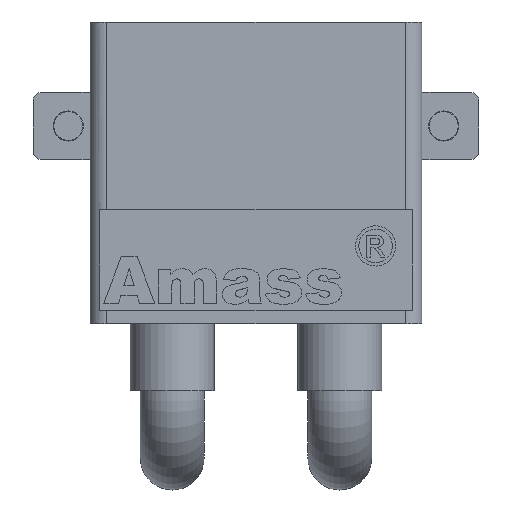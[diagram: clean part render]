
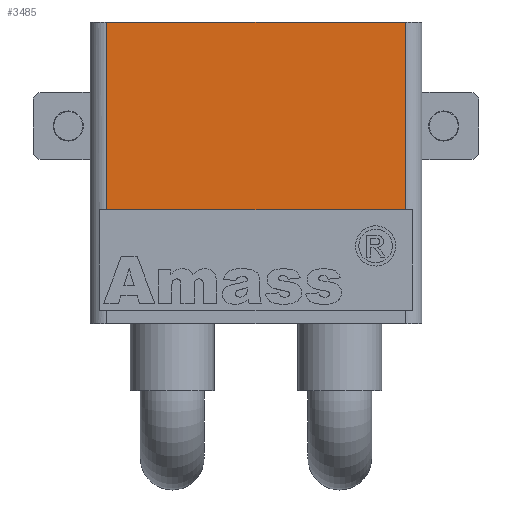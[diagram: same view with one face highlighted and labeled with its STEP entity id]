
A CAD part, top view. The second image highlights one B-rep face of the part: STEP entity #3485.
In plain terms, the highlighted planar face has unit normal (0, 0, 1).
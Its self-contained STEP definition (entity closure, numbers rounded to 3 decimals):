
#207 = PLANE('',#208);
#208 = AXIS2_PLACEMENT_3D('',#209,#210,#211);
#209 = CARTESIAN_POINT('',(-2.5,13.,2.65));
#210 = DIRECTION('',(0.,1.,0.));
#211 = DIRECTION('',(-0.,0.,-1.));
#2352 = CYLINDRICAL_SURFACE('',#2353,0.5);
#2353 = AXIS2_PLACEMENT_3D('',#2354,#2355,#2356);
#2354 = CARTESIAN_POINT('',(-6.95,6.,4.65));
#2355 = DIRECTION('',(0.,-1.,0.));
#2356 = DIRECTION('',(0.,0.,1.));
#2408 = CYLINDRICAL_SURFACE('',#2409,0.5);
#2409 = AXIS2_PLACEMENT_3D('',#2410,#2411,#2412);
#2410 = CARTESIAN_POINT('',(1.95,6.,4.65));
#2411 = DIRECTION('',(0.,-1.,0.));
#2412 = DIRECTION('',(0.,0.,1.));
#2434 = PLANE('',#2435);
#2435 = AXIS2_PLACEMENT_3D('',#2436,#2437,#2438);
#2436 = CARTESIAN_POINT('',(-7.2,7.4,5.1));
#2437 = DIRECTION('',(0.,-1.,0.));
#2438 = DIRECTION('',(1.,0.,0.));
#3485 = ADVANCED_FACE('',(#3486),#3500,.F.);
#3486 = FACE_BOUND('',#3487,.T.);
#3487 = EDGE_LOOP('',(#3488,#3518,#3541,#3564));
#3488 = ORIENTED_EDGE('',*,*,#3489,.T.);
#3489 = EDGE_CURVE('',#3490,#3492,#3494,.T.);
#3490 = VERTEX_POINT('',#3491);
#3491 = CARTESIAN_POINT('',(-6.95,7.4,5.15));
#3492 = VERTEX_POINT('',#3493);
#3493 = CARTESIAN_POINT('',(1.95,7.4,5.15));
#3494 = SURFACE_CURVE('',#3495,(#3499,#3511),.PCURVE_S1.);
#3495 = LINE('',#3496,#3497);
#3496 = CARTESIAN_POINT('',(-7.2,7.4,5.15));
#3497 = VECTOR('',#3498,1.);
#3498 = DIRECTION('',(1.,0.,0.));
#3499 = PCURVE('',#3500,#3505);
#3500 = PLANE('',#3501);
#3501 = AXIS2_PLACEMENT_3D('',#3502,#3503,#3504);
#3502 = CARTESIAN_POINT('',(-7.45,6.,5.15));
#3503 = DIRECTION('',(-0.,0.,-1.));
#3504 = DIRECTION('',(1.,0.,0.));
#3505 = DEFINITIONAL_REPRESENTATION('',(#3506),#3510);
#3506 = LINE('',#3507,#3508);
#3507 = CARTESIAN_POINT('',(0.25,-1.4));
#3508 = VECTOR('',#3509,1.);
#3509 = DIRECTION('',(1.,0.));
#3510 = ( GEOMETRIC_REPRESENTATION_CONTEXT(2) 
PARAMETRIC_REPRESENTATION_CONTEXT() REPRESENTATION_CONTEXT('2D SPACE',''
  ) );
#3511 = PCURVE('',#2434,#3512);
#3512 = DEFINITIONAL_REPRESENTATION('',(#3513),#3517);
#3513 = LINE('',#3514,#3515);
#3514 = CARTESIAN_POINT('',(0.,0.05));
#3515 = VECTOR('',#3516,1.);
#3516 = DIRECTION('',(1.,0.));
#3517 = ( GEOMETRIC_REPRESENTATION_CONTEXT(2) 
PARAMETRIC_REPRESENTATION_CONTEXT() REPRESENTATION_CONTEXT('2D SPACE',''
  ) );
#3518 = ORIENTED_EDGE('',*,*,#3519,.F.);
#3519 = EDGE_CURVE('',#3520,#3492,#3522,.T.);
#3520 = VERTEX_POINT('',#3521);
#3521 = CARTESIAN_POINT('',(1.95,13.,5.15));
#3522 = SURFACE_CURVE('',#3523,(#3527,#3534),.PCURVE_S1.);
#3523 = LINE('',#3524,#3525);
#3524 = CARTESIAN_POINT('',(1.95,6.,5.15));
#3525 = VECTOR('',#3526,1.);
#3526 = DIRECTION('',(0.,-1.,0.));
#3527 = PCURVE('',#3500,#3528);
#3528 = DEFINITIONAL_REPRESENTATION('',(#3529),#3533);
#3529 = LINE('',#3530,#3531);
#3530 = CARTESIAN_POINT('',(9.4,0.));
#3531 = VECTOR('',#3532,1.);
#3532 = DIRECTION('',(0.,1.));
#3533 = ( GEOMETRIC_REPRESENTATION_CONTEXT(2) 
PARAMETRIC_REPRESENTATION_CONTEXT() REPRESENTATION_CONTEXT('2D SPACE',''
  ) );
#3534 = PCURVE('',#2408,#3535);
#3535 = DEFINITIONAL_REPRESENTATION('',(#3536),#3540);
#3536 = LINE('',#3537,#3538);
#3537 = CARTESIAN_POINT('',(6.283,0.));
#3538 = VECTOR('',#3539,1.);
#3539 = DIRECTION('',(0.,1.));
#3540 = ( GEOMETRIC_REPRESENTATION_CONTEXT(2) 
PARAMETRIC_REPRESENTATION_CONTEXT() REPRESENTATION_CONTEXT('2D SPACE',''
  ) );
#3541 = ORIENTED_EDGE('',*,*,#3542,.F.);
#3542 = EDGE_CURVE('',#3543,#3520,#3545,.T.);
#3543 = VERTEX_POINT('',#3544);
#3544 = CARTESIAN_POINT('',(-6.95,13.,5.15));
#3545 = SURFACE_CURVE('',#3546,(#3550,#3557),.PCURVE_S1.);
#3546 = LINE('',#3547,#3548);
#3547 = CARTESIAN_POINT('',(-7.45,13.,5.15));
#3548 = VECTOR('',#3549,1.);
#3549 = DIRECTION('',(1.,0.,0.));
#3550 = PCURVE('',#3500,#3551);
#3551 = DEFINITIONAL_REPRESENTATION('',(#3552),#3556);
#3552 = LINE('',#3553,#3554);
#3553 = CARTESIAN_POINT('',(0.,-7.));
#3554 = VECTOR('',#3555,1.);
#3555 = DIRECTION('',(1.,0.));
#3556 = ( GEOMETRIC_REPRESENTATION_CONTEXT(2) 
PARAMETRIC_REPRESENTATION_CONTEXT() REPRESENTATION_CONTEXT('2D SPACE',''
  ) );
#3557 = PCURVE('',#207,#3558);
#3558 = DEFINITIONAL_REPRESENTATION('',(#3559),#3563);
#3559 = LINE('',#3560,#3561);
#3560 = CARTESIAN_POINT('',(-2.5,4.95));
#3561 = VECTOR('',#3562,1.);
#3562 = DIRECTION('',(0.,-1.));
#3563 = ( GEOMETRIC_REPRESENTATION_CONTEXT(2) 
PARAMETRIC_REPRESENTATION_CONTEXT() REPRESENTATION_CONTEXT('2D SPACE',''
  ) );
#3564 = ORIENTED_EDGE('',*,*,#3565,.T.);
#3565 = EDGE_CURVE('',#3543,#3490,#3566,.T.);
#3566 = SURFACE_CURVE('',#3567,(#3571,#3578),.PCURVE_S1.);
#3567 = LINE('',#3568,#3569);
#3568 = CARTESIAN_POINT('',(-6.95,6.,5.15));
#3569 = VECTOR('',#3570,1.);
#3570 = DIRECTION('',(0.,-1.,0.));
#3571 = PCURVE('',#3500,#3572);
#3572 = DEFINITIONAL_REPRESENTATION('',(#3573),#3577);
#3573 = LINE('',#3574,#3575);
#3574 = CARTESIAN_POINT('',(0.5,0.));
#3575 = VECTOR('',#3576,1.);
#3576 = DIRECTION('',(0.,1.));
#3577 = ( GEOMETRIC_REPRESENTATION_CONTEXT(2) 
PARAMETRIC_REPRESENTATION_CONTEXT() REPRESENTATION_CONTEXT('2D SPACE',''
  ) );
#3578 = PCURVE('',#2352,#3579);
#3579 = DEFINITIONAL_REPRESENTATION('',(#3580),#3584);
#3580 = LINE('',#3581,#3582);
#3581 = CARTESIAN_POINT('',(0.,0.));
#3582 = VECTOR('',#3583,1.);
#3583 = DIRECTION('',(0.,1.));
#3584 = ( GEOMETRIC_REPRESENTATION_CONTEXT(2) 
PARAMETRIC_REPRESENTATION_CONTEXT() REPRESENTATION_CONTEXT('2D SPACE',''
  ) );
